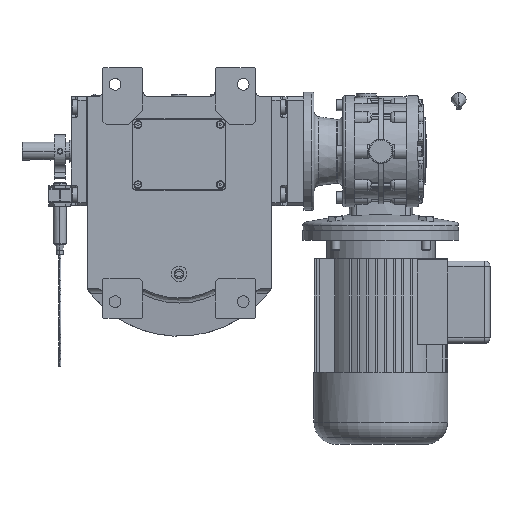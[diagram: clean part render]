
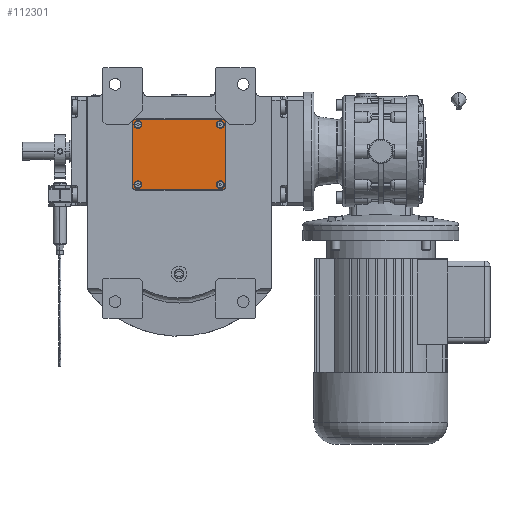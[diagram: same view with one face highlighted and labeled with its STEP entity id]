
A CAD part, front view. The second image highlights one B-rep face of the part: STEP entity #112301.
In plain terms, the highlighted face is planar.
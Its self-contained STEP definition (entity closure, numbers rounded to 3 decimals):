
#1685 = AXIS2_PLACEMENT_3D ( 'NONE', #67160, #126513, #38720 ) ;
#2087 = CARTESIAN_POINT ( 'NONE',  ( -37., 27., 3. ) ) ;
#4235 = ORIENTED_EDGE ( 'NONE', *, *, #113493, .F. ) ;
#4956 = VERTEX_POINT ( 'NONE', #118439 ) ;
#5826 = ORIENTED_EDGE ( 'NONE', *, *, #62242, .F. ) ;
#5956 = VERTEX_POINT ( 'NONE', #18480 ) ;
#6024 = CIRCLE ( 'NONE', #59624, 3.5 ) ;
#9233 = DIRECTION ( 'NONE',  ( 0., 0., 1. ) ) ;
#11066 = FACE_BOUND ( 'NONE', #22726, .T. ) ;
#11613 = CARTESIAN_POINT ( 'NONE',  ( 39.5, -31.5, 3. ) ) ;
#11659 = EDGE_CURVE ( 'NONE', #77509, #78255, #27457, .T. ) ;
#12604 = CIRCLE ( 'NONE', #117725, 3.5 ) ;
#14700 = EDGE_CURVE ( 'NONE', #4956, #47854, #46443, .T. ) ;
#16407 = ORIENTED_EDGE ( 'NONE', *, *, #80414, .F. ) ;
#16487 = VECTOR ( 'NONE', #30971, 1000. ) ;
#17588 = LINE ( 'NONE', #96972, #58216 ) ;
#18317 = VECTOR ( 'NONE', #123260, 1000. ) ;
#18480 = CARTESIAN_POINT ( 'NONE',  ( -41.5, -29.5, 3. ) ) ;
#20749 = FACE_OUTER_BOUND ( 'NONE', #43433, .T. ) ;
#20807 = CARTESIAN_POINT ( 'NONE',  ( 40.5, -27., 3. ) ) ;
#21933 = ORIENTED_EDGE ( 'NONE', *, *, #55063, .T. ) ;
#22122 = LINE ( 'NONE', #120866, #34241 ) ;
#22321 = CIRCLE ( 'NONE', #1685, 3.5 ) ;
#22726 = EDGE_LOOP ( 'NONE', ( #75902, #16407 ) ) ;
#26367 = CARTESIAN_POINT ( 'NONE',  ( -41.5, -29.5, 3. ) ) ;
#27457 = CIRCLE ( 'NONE', #109916, 3.5 ) ;
#29299 = LINE ( 'NONE', #58994, #112261 ) ;
#30223 = EDGE_CURVE ( 'NONE', #112310, #72470, #87023, .T. ) ;
#30936 = CARTESIAN_POINT ( 'NONE',  ( 39.5, -31.5, 3. ) ) ;
#30971 = DIRECTION ( 'NONE',  ( 0.707, 0.707, 0. ) ) ;
#31323 = AXIS2_PLACEMENT_3D ( 'NONE', #46380, #87041, #56052 ) ;
#34241 = VECTOR ( 'NONE', #100232, 1000. ) ;
#34454 = ORIENTED_EDGE ( 'NONE', *, *, #56905, .T. ) ;
#35189 = CARTESIAN_POINT ( 'NONE',  ( 39.5, 31.5, 3. ) ) ;
#35969 = EDGE_CURVE ( 'NONE', #88069, #86305, #88036, .T. ) ;
#37094 = CARTESIAN_POINT ( 'NONE',  ( -41.5, 29.5, 3. ) ) ;
#38720 = DIRECTION ( 'NONE',  ( -1., 0., 0. ) ) ;
#43433 = EDGE_LOOP ( 'NONE', ( #34454, #74366, #64636, #84673, #83802, #21933, #107312, #47467 ) ) ;
#44795 = VERTEX_POINT ( 'NONE', #92678 ) ;
#45513 = EDGE_CURVE ( 'NONE', #109654, #5956, #57587, .T. ) ;
#46380 = CARTESIAN_POINT ( 'NONE',  ( 37., 27., 3. ) ) ;
#46443 = LINE ( 'NONE', #105800, #18317 ) ;
#46722 = CARTESIAN_POINT ( 'NONE',  ( 41.5, 29.5, 3. ) ) ;
#47467 = ORIENTED_EDGE ( 'NONE', *, *, #114042, .T. ) ;
#47854 = VERTEX_POINT ( 'NONE', #30936 ) ;
#49247 = CARTESIAN_POINT ( 'NONE',  ( 37., -27., 3. ) ) ;
#49813 = CARTESIAN_POINT ( 'NONE',  ( 40.5, 27., 3. ) ) ;
#50491 = VERTEX_POINT ( 'NONE', #35189 ) ;
#50636 = CARTESIAN_POINT ( 'NONE',  ( -40.5, 27., 3. ) ) ;
#51080 = DIRECTION ( 'NONE',  ( 0., 0., 1. ) ) ;
#53697 = DIRECTION ( 'NONE',  ( -1., 0., 0. ) ) ;
#54156 = CARTESIAN_POINT ( 'NONE',  ( -33.5, -27., 3. ) ) ;
#54431 = EDGE_LOOP ( 'NONE', ( #74539, #101037 ) ) ;
#54551 = VECTOR ( 'NONE', #105743, 1000. ) ;
#55063 = EDGE_CURVE ( 'NONE', #5956, #4956, #76724, .T. ) ;
#55627 = VERTEX_POINT ( 'NONE', #20807 ) ;
#55670 = DIRECTION ( 'NONE',  ( -1., 0., 0. ) ) ;
#56052 = DIRECTION ( 'NONE',  ( 1., 0., 0. ) ) ;
#56905 = EDGE_CURVE ( 'NONE', #107422, #72163, #29299, .T. ) ;
#57405 = AXIS2_PLACEMENT_3D ( 'NONE', #2087, #122106, #53697 ) ;
#57587 = LINE ( 'NONE', #67921, #90878 ) ;
#57638 = CARTESIAN_POINT ( 'NONE',  ( -37., 27., 3. ) ) ;
#58216 = VECTOR ( 'NONE', #105373, 1000. ) ;
#58994 = CARTESIAN_POINT ( 'NONE',  ( 41.5, -29.5, 3. ) ) ;
#59484 = PLANE ( 'NONE',  #112958 ) ;
#59624 = AXIS2_PLACEMENT_3D ( 'NONE', #74954, #104620, #105247 ) ;
#59974 = CARTESIAN_POINT ( 'NONE',  ( -33.5, 27., 3. ) ) ;
#60129 = DIRECTION ( 'NONE',  ( 1., 0., 0. ) ) ;
#60656 = DIRECTION ( 'NONE',  ( -1., 0., 0. ) ) ;
#60669 = LINE ( 'NONE', #11613, #16487 ) ;
#62242 = EDGE_CURVE ( 'NONE', #116094, #55627, #22321, .T. ) ;
#63223 = EDGE_CURVE ( 'NONE', #86305, #88069, #6024, .T. ) ;
#63614 = CARTESIAN_POINT ( 'NONE',  ( 33.5, -27., 3. ) ) ;
#64636 = ORIENTED_EDGE ( 'NONE', *, *, #101409, .T. ) ;
#65127 = ORIENTED_EDGE ( 'NONE', *, *, #93173, .F. ) ;
#67160 = CARTESIAN_POINT ( 'NONE',  ( 37., -27., 3. ) ) ;
#67921 = CARTESIAN_POINT ( 'NONE',  ( -41.5, 29.5, 3. ) ) ;
#69184 = FACE_BOUND ( 'NONE', #72869, .T. ) ;
#69255 = DIRECTION ( 'NONE',  ( 1., 0., 0. ) ) ;
#70450 = FACE_BOUND ( 'NONE', #70759, .T. ) ;
#70759 = EDGE_LOOP ( 'NONE', ( #4235, #5826 ) ) ;
#72163 = VERTEX_POINT ( 'NONE', #90364 ) ;
#72470 = VERTEX_POINT ( 'NONE', #81177 ) ;
#72869 = EDGE_LOOP ( 'NONE', ( #105424, #65127 ) ) ;
#74366 = ORIENTED_EDGE ( 'NONE', *, *, #102675, .T. ) ;
#74503 = LINE ( 'NONE', #46722, #77749 ) ;
#74539 = ORIENTED_EDGE ( 'NONE', *, *, #63223, .F. ) ;
#74954 = CARTESIAN_POINT ( 'NONE',  ( -37., -27., 3. ) ) ;
#75902 = ORIENTED_EDGE ( 'NONE', *, *, #11659, .F. ) ;
#76724 = LINE ( 'NONE', #26367, #54551 ) ;
#77509 = VERTEX_POINT ( 'NONE', #59974 ) ;
#77749 = VECTOR ( 'NONE', #113852, 1000. ) ;
#78255 = VERTEX_POINT ( 'NONE', #50636 ) ;
#80139 = CIRCLE ( 'NONE', #57405, 3.5 ) ;
#80414 = EDGE_CURVE ( 'NONE', #78255, #77509, #80139, .T. ) ;
#80677 = CARTESIAN_POINT ( 'NONE',  ( 37., 27., 3. ) ) ;
#80775 = CARTESIAN_POINT ( 'NONE',  ( 0., 0., 3. ) ) ;
#81177 = CARTESIAN_POINT ( 'NONE',  ( 33.5, 27., 3. ) ) ;
#82371 = CIRCLE ( 'NONE', #119463, 3.5 ) ;
#83802 = ORIENTED_EDGE ( 'NONE', *, *, #45513, .T. ) ;
#84673 = ORIENTED_EDGE ( 'NONE', *, *, #95704, .T. ) ;
#86305 = VERTEX_POINT ( 'NONE', #54156 ) ;
#87023 = CIRCLE ( 'NONE', #31323, 3.5 ) ;
#87041 = DIRECTION ( 'NONE',  ( 0., 0., 1. ) ) ;
#87359 = DIRECTION ( 'NONE',  ( 0., 0., 1. ) ) ;
#88036 = CIRCLE ( 'NONE', #96198, 3.5 ) ;
#88069 = VERTEX_POINT ( 'NONE', #102117 ) ;
#90364 = CARTESIAN_POINT ( 'NONE',  ( 41.5, 29.5, 3. ) ) ;
#90878 = VECTOR ( 'NONE', #127259, 1000. ) ;
#92678 = CARTESIAN_POINT ( 'NONE',  ( -39.5, 31.5, 3. ) ) ;
#93173 = EDGE_CURVE ( 'NONE', #72470, #112310, #12604, .T. ) ;
#95704 = EDGE_CURVE ( 'NONE', #44795, #109654, #17588, .T. ) ;
#96198 = AXIS2_PLACEMENT_3D ( 'NONE', #97590, #126619, #55670 ) ;
#96972 = CARTESIAN_POINT ( 'NONE',  ( -39.5, 31.5, 3. ) ) ;
#97590 = CARTESIAN_POINT ( 'NONE',  ( -37., -27., 3. ) ) ;
#100232 = DIRECTION ( 'NONE',  ( -1., 0., 0. ) ) ;
#101037 = ORIENTED_EDGE ( 'NONE', *, *, #35969, .F. ) ;
#101409 = EDGE_CURVE ( 'NONE', #50491, #44795, #22122, .T. ) ;
#102117 = CARTESIAN_POINT ( 'NONE',  ( -40.5, -27., 3. ) ) ;
#102675 = EDGE_CURVE ( 'NONE', #72163, #50491, #74503, .T. ) ;
#104620 = DIRECTION ( 'NONE',  ( 0., 0., 1. ) ) ;
#105247 = DIRECTION ( 'NONE',  ( 1., 0., 0. ) ) ;
#105373 = DIRECTION ( 'NONE',  ( -0.707, -0.707, 0. ) ) ;
#105424 = ORIENTED_EDGE ( 'NONE', *, *, #30223, .F. ) ;
#105743 = DIRECTION ( 'NONE',  ( 0.707, -0.707, 0. ) ) ;
#105800 = CARTESIAN_POINT ( 'NONE',  ( -39.5, -31.5, 3. ) ) ;
#107312 = ORIENTED_EDGE ( 'NONE', *, *, #14700, .T. ) ;
#107422 = VERTEX_POINT ( 'NONE', #109200 ) ;
#108518 = FACE_BOUND ( 'NONE', #54431, .T. ) ;
#109200 = CARTESIAN_POINT ( 'NONE',  ( 41.5, -29.5, 3. ) ) ;
#109289 = DIRECTION ( 'NONE',  ( 0., 1., 0. ) ) ;
#109654 = VERTEX_POINT ( 'NONE', #37094 ) ;
#109916 = AXIS2_PLACEMENT_3D ( 'NONE', #57638, #87359, #118244 ) ;
#112261 = VECTOR ( 'NONE', #109289, 1000. ) ;
#112301 = ADVANCED_FACE ( 'NONE', ( #20749, #69184, #11066, #70450, #108518 ), #59484, .T. ) ;
#112310 = VERTEX_POINT ( 'NONE', #49813 ) ;
#112958 = AXIS2_PLACEMENT_3D ( 'NONE', #80775, #51080, #60129 ) ;
#113493 = EDGE_CURVE ( 'NONE', #55627, #116094, #82371, .T. ) ;
#113852 = DIRECTION ( 'NONE',  ( -0.707, 0.707, 0. ) ) ;
#114042 = EDGE_CURVE ( 'NONE', #47854, #107422, #60669, .T. ) ;
#116094 = VERTEX_POINT ( 'NONE', #63614 ) ;
#117725 = AXIS2_PLACEMENT_3D ( 'NONE', #80677, #119378, #60656 ) ;
#118244 = DIRECTION ( 'NONE',  ( 1., 0., 0. ) ) ;
#118439 = CARTESIAN_POINT ( 'NONE',  ( -39.5, -31.5, 3. ) ) ;
#119378 = DIRECTION ( 'NONE',  ( 0., 0., 1. ) ) ;
#119463 = AXIS2_PLACEMENT_3D ( 'NONE', #49247, #9233, #69255 ) ;
#120866 = CARTESIAN_POINT ( 'NONE',  ( 39.5, 31.5, 3. ) ) ;
#122106 = DIRECTION ( 'NONE',  ( 0., 0., 1. ) ) ;
#123260 = DIRECTION ( 'NONE',  ( 1., 0., 0. ) ) ;
#126513 = DIRECTION ( 'NONE',  ( 0., 0., 1. ) ) ;
#126619 = DIRECTION ( 'NONE',  ( 0., 0., 1. ) ) ;
#127259 = DIRECTION ( 'NONE',  ( 0., -1., 0. ) ) ;
